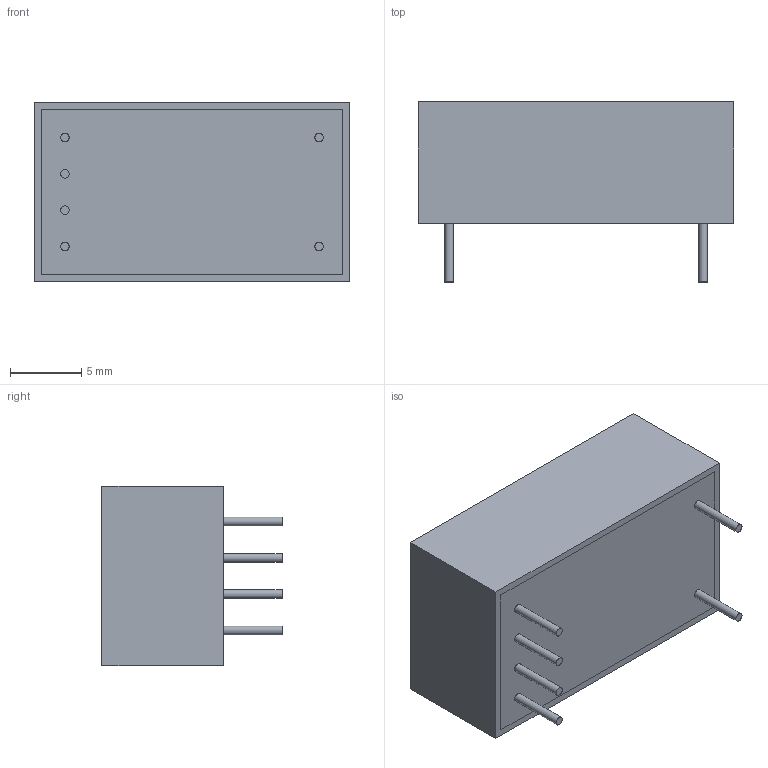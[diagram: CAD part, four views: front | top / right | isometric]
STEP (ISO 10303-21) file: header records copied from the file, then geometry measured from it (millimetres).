
FILE_DESCRIPTION(('FreeCAD Model'),'2;1');
FILE_NAME('RCD-24_3D_20190724.step','2019-07-24T14:52:27',('Author'),(''), 'Open CASCADE STEP processor 7.3','FreeCAD','Unknown');
FILE_SCHEMA(('AUTOMOTIVE_DESIGN { 1 0 10303 214 1 1 1 1 }'));
Length unit declared in the file: millimetre
Products named in the file (8): RCD-24_case; RCD-24_pin6(+Vout); RCD-24_potting; RCD-24_pin2(Analogue_dimming); RCD-24_pin1(+Vin); RCD-24_pin3(PWM_ON_OFF_or_Vref); RCD-24_pin4(GND); RCD-24_pin5(-Vout)
Bounding box: 22.1 x 12.6 x 12.55 mm (x, y, z)
Volume: 2362.8 mm3; surface area: 2735 mm2
Topology: 8 solids, 8 shells, 133 faces, 315 edges, 210 vertices
Faces by surface type: plane 115, cylinder 18
Full cylindrical faces by diameter (mm): 0.6 x6
Entity records: 4682 total; most frequent: CARTESIAN_POINT 665, ORIENTED_EDGE 630, DIRECTION 613, EDGE_CURVE 315, LINE 273, VECTOR 273, VERTEX_POINT 210, AXIS2_PLACEMENT_3D 170
